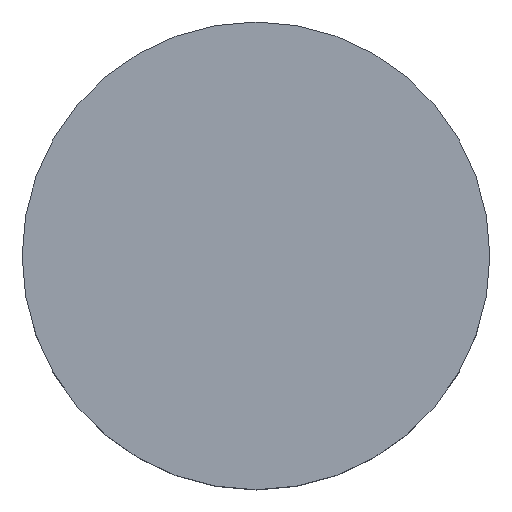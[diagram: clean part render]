
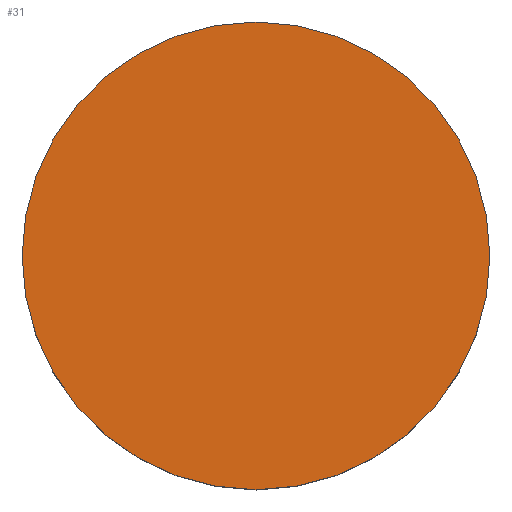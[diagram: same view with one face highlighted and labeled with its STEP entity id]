
A CAD part, top view. The second image highlights one B-rep face of the part: STEP entity #31.
In plain terms, the highlighted planar face has unit normal (0, 0, 1).
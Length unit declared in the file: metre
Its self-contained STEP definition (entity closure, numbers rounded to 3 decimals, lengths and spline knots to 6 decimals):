
#31 = ADVANCED_FACE( '', ( #58 ), #59, .T. );
#58 = FACE_OUTER_BOUND( '', #77, .T. );
#59 = PLANE( '', #78 );
#77 = EDGE_LOOP( '', ( #98 ) );
#78 = AXIS2_PLACEMENT_3D( '', #99, #100, #101 );
#98 = ORIENTED_EDGE( '', *, *, #104, .T. );
#99 = CARTESIAN_POINT( '', ( 0., -0.012305, 0.052947 ) );
#100 = DIRECTION( '', ( 0., 0., 1. ) );
#101 = DIRECTION( '', ( 0., -1., 0. ) );
#104 = EDGE_CURVE( '', #111, #111, #112, .T. );
#111 = VERTEX_POINT( '', #118 );
#112 = CIRCLE( '', #119, 0.024609 );
#118 = CARTESIAN_POINT( '', ( 0., -0.024609, 0.052947 ) );
#119 = AXIS2_PLACEMENT_3D( '', #125, #126, #127 );
#125 = CARTESIAN_POINT( '', ( 0., 0., 0.052947 ) );
#126 = DIRECTION( '', ( 0., 0., 1. ) );
#127 = DIRECTION( '', ( 0., -1., 0. ) );
